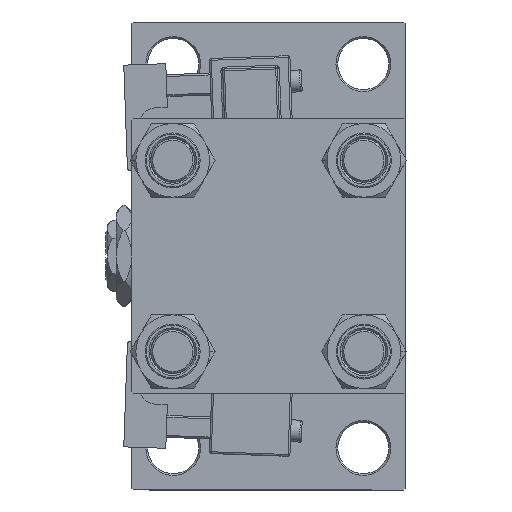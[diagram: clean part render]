
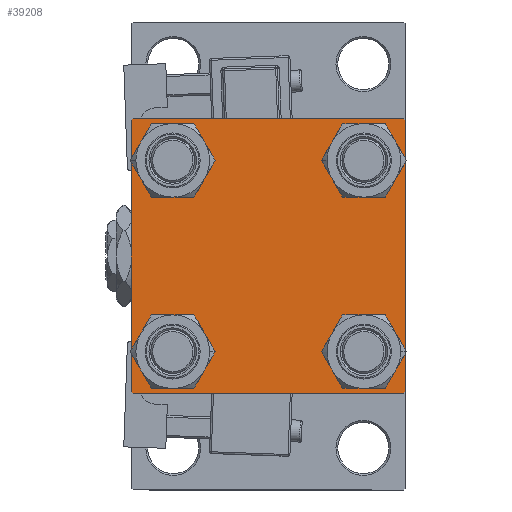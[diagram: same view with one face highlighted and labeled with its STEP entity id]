
A CAD part, left-side view. The second image highlights one B-rep face of the part: STEP entity #39208.
In plain terms, the highlighted planar face has unit normal (-1, 0, 0).
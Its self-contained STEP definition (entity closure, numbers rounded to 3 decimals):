
#449 = DIRECTION ( 'NONE',  ( 0., 0., 1. ) ) ;
#993 = CARTESIAN_POINT ( 'NONE',  ( 0., -37., -37.5 ) ) ;
#1345 = AXIS2_PLACEMENT_3D ( 'NONE', #2040, #33291, #13251 ) ;
#1714 = CARTESIAN_POINT ( 'NONE',  ( 0., 0., 0. ) ) ;
#2040 = CARTESIAN_POINT ( 'NONE',  ( 0., -26.15, -26.15 ) ) ;
#2225 = FACE_BOUND ( 'NONE', #47689, .T. ) ;
#2689 = EDGE_CURVE ( 'NONE', #44558, #37216, #27088, .T. ) ;
#3444 = ORIENTED_EDGE ( 'NONE', *, *, #21643, .T. ) ;
#4465 = LINE ( 'NONE', #13297, #45820 ) ;
#4814 = DIRECTION ( 'NONE',  ( 0., -1., 0. ) ) ;
#5245 = CARTESIAN_POINT ( 'NONE',  ( 0., -37.25, 37.25 ) ) ;
#5347 = VECTOR ( 'NONE', #4814, 1000. ) ;
#5610 = ORIENTED_EDGE ( 'NONE', *, *, #23641, .T. ) ;
#5947 = CIRCLE ( 'NONE', #35028, 6.5 ) ;
#6030 = VERTEX_POINT ( 'NONE', #8858 ) ;
#8858 = CARTESIAN_POINT ( 'NONE',  ( 0., 37.5, -37. ) ) ;
#9011 = AXIS2_PLACEMENT_3D ( 'NONE', #33981, #37633, #37375 ) ;
#9059 = AXIS2_PLACEMENT_3D ( 'NONE', #1714, #42051, #17364 ) ;
#9718 = EDGE_LOOP ( 'NONE', ( #3444, #24295 ) ) ;
#10441 = CARTESIAN_POINT ( 'NONE',  ( 0., -37.25, -37.25 ) ) ;
#10532 = EDGE_CURVE ( 'NONE', #29495, #38277, #19825, .T. ) ;
#10894 = DIRECTION ( 'NONE',  ( 1., 0., 0. ) ) ;
#11063 = VECTOR ( 'NONE', #11094, 1000. ) ;
#11094 = DIRECTION ( 'NONE',  ( 0., -0.707, -0.707 ) ) ;
#11789 = VECTOR ( 'NONE', #24516, 1000. ) ;
#11892 = CARTESIAN_POINT ( 'NONE',  ( 0., 26.15, 19.65 ) ) ;
#12119 = EDGE_CURVE ( 'NONE', #16532, #44541, #12421, .T. ) ;
#12421 = CIRCLE ( 'NONE', #18211, 6.5 ) ;
#12505 = LINE ( 'NONE', #36698, #47355 ) ;
#12579 = CARTESIAN_POINT ( 'NONE',  ( 0., 26.15, -26.15 ) ) ;
#13251 = DIRECTION ( 'NONE',  ( 0., 0., 1. ) ) ;
#13297 = CARTESIAN_POINT ( 'NONE',  ( 0., 37.5, 37.5 ) ) ;
#13694 = FACE_OUTER_BOUND ( 'NONE', #40808, .T. ) ;
#14285 = EDGE_CURVE ( 'NONE', #37216, #44558, #15844, .T. ) ;
#14627 = EDGE_LOOP ( 'NONE', ( #32655, #21370 ) ) ;
#14656 = ORIENTED_EDGE ( 'NONE', *, *, #48136, .T. ) ;
#15327 = CIRCLE ( 'NONE', #16206, 6.5 ) ;
#15661 = CARTESIAN_POINT ( 'NONE',  ( 0., 37., 37.5 ) ) ;
#15823 = DIRECTION ( 'NONE',  ( 1., 0., 0. ) ) ;
#15844 = CIRCLE ( 'NONE', #43241, 6.5 ) ;
#16041 = LINE ( 'NONE', #47791, #46090 ) ;
#16206 = AXIS2_PLACEMENT_3D ( 'NONE', #50480, #21913, #45078 ) ;
#16422 = DIRECTION ( 'NONE',  ( 0., 0., -1. ) ) ;
#16532 = VERTEX_POINT ( 'NONE', #45458 ) ;
#17227 = LINE ( 'NONE', #5245, #11789 ) ;
#17364 = DIRECTION ( 'NONE',  ( 0., 0., 1. ) ) ;
#17765 = EDGE_CURVE ( 'NONE', #44541, #16532, #5947, .T. ) ;
#18211 = AXIS2_PLACEMENT_3D ( 'NONE', #24811, #40946, #20667 ) ;
#18818 = VERTEX_POINT ( 'NONE', #48255 ) ;
#19584 = DIRECTION ( 'NONE',  ( 0., 0., 1. ) ) ;
#19825 = CIRCLE ( 'NONE', #9011, 6.5 ) ;
#19828 = CARTESIAN_POINT ( 'NONE',  ( 0., 26.15, -32.65 ) ) ;
#20667 = DIRECTION ( 'NONE',  ( 0., 0., 1. ) ) ;
#20722 = DIRECTION ( 'NONE',  ( 0., -1., 0. ) ) ;
#20962 = DIRECTION ( 'NONE',  ( 0., 0.707, -0.707 ) ) ;
#21370 = ORIENTED_EDGE ( 'NONE', *, *, #14285, .T. ) ;
#21643 = EDGE_CURVE ( 'NONE', #18818, #46466, #22625, .T. ) ;
#21858 = EDGE_LOOP ( 'NONE', ( #32245, #50086 ) ) ;
#21913 = DIRECTION ( 'NONE',  ( 1., 0., 0. ) ) ;
#22045 = CARTESIAN_POINT ( 'NONE',  ( 0., 37.25, -37.25 ) ) ;
#22095 = EDGE_CURVE ( 'NONE', #28076, #24555, #39046, .T. ) ;
#22180 = VERTEX_POINT ( 'NONE', #31504 ) ;
#22438 = ORIENTED_EDGE ( 'NONE', *, *, #42615, .F. ) ;
#22625 = CIRCLE ( 'NONE', #26775, 6.5 ) ;
#23641 = EDGE_CURVE ( 'NONE', #6030, #22180, #41821, .T. ) ;
#24106 = VECTOR ( 'NONE', #20962, 1000. ) ;
#24295 = ORIENTED_EDGE ( 'NONE', *, *, #30394, .T. ) ;
#24516 = DIRECTION ( 'NONE',  ( 0., 0.707, 0.707 ) ) ;
#24555 = VERTEX_POINT ( 'NONE', #25695 ) ;
#24811 = CARTESIAN_POINT ( 'NONE',  ( 0., 26.15, -26.15 ) ) ;
#25695 = CARTESIAN_POINT ( 'NONE',  ( 0., -37.5, -37. ) ) ;
#26775 = AXIS2_PLACEMENT_3D ( 'NONE', #36358, #15823, #449 ) ;
#27032 = EDGE_CURVE ( 'NONE', #22180, #28076, #32417, .T. ) ;
#27088 = CIRCLE ( 'NONE', #1345, 6.5 ) ;
#27961 = AXIS2_PLACEMENT_3D ( 'NONE', #38468, #10894, #35080 ) ;
#28076 = VERTEX_POINT ( 'NONE', #993 ) ;
#28249 = CARTESIAN_POINT ( 'NONE',  ( 0., 37.25, 37.25 ) ) ;
#28349 = ORIENTED_EDGE ( 'NONE', *, *, #27032, .T. ) ;
#28460 = DIRECTION ( 'NONE',  ( 0., 0., 1. ) ) ;
#29176 = DIRECTION ( 'NONE',  ( 0., 0., -1. ) ) ;
#29495 = VERTEX_POINT ( 'NONE', #33156 ) ;
#30394 = EDGE_CURVE ( 'NONE', #46466, #18818, #15327, .T. ) ;
#30963 = EDGE_CURVE ( 'NONE', #36278, #32306, #16041, .T. ) ;
#31504 = CARTESIAN_POINT ( 'NONE',  ( 0., 37., -37.5 ) ) ;
#32245 = ORIENTED_EDGE ( 'NONE', *, *, #12119, .T. ) ;
#32306 = VERTEX_POINT ( 'NONE', #41455 ) ;
#32417 = LINE ( 'NONE', #35532, #5347 ) ;
#32655 = ORIENTED_EDGE ( 'NONE', *, *, #2689, .T. ) ;
#33156 = CARTESIAN_POINT ( 'NONE',  ( 0., -26.15, 19.65 ) ) ;
#33291 = DIRECTION ( 'NONE',  ( 1., 0., 0. ) ) ;
#33380 = DIRECTION ( 'NONE',  ( 1., 0., 0. ) ) ;
#33981 = CARTESIAN_POINT ( 'NONE',  ( 0., -26.15, 26.15 ) ) ;
#33984 = FACE_BOUND ( 'NONE', #21858, .T. ) ;
#34090 = EDGE_CURVE ( 'NONE', #38277, #29495, #48749, .T. ) ;
#34100 = CARTESIAN_POINT ( 'NONE',  ( 0., -26.15, 32.65 ) ) ;
#35028 = AXIS2_PLACEMENT_3D ( 'NONE', #12579, #33380, #28460 ) ;
#35080 = DIRECTION ( 'NONE',  ( 0., 0., 1. ) ) ;
#35143 = DIRECTION ( 'NONE',  ( 0., -0.707, 0.707 ) ) ;
#35443 = CARTESIAN_POINT ( 'NONE',  ( 0., -26.15, -26.15 ) ) ;
#35469 = ORIENTED_EDGE ( 'NONE', *, *, #34090, .T. ) ;
#35532 = CARTESIAN_POINT ( 'NONE',  ( 0., 37.5, -37.5 ) ) ;
#36060 = ORIENTED_EDGE ( 'NONE', *, *, #40270, .T. ) ;
#36278 = VERTEX_POINT ( 'NONE', #15661 ) ;
#36358 = CARTESIAN_POINT ( 'NONE',  ( 0., 26.15, 26.15 ) ) ;
#36698 = CARTESIAN_POINT ( 'NONE',  ( 0., -37.5, 37.5 ) ) ;
#37216 = VERTEX_POINT ( 'NONE', #44786 ) ;
#37375 = DIRECTION ( 'NONE',  ( 0., 0., 1. ) ) ;
#37528 = CARTESIAN_POINT ( 'NONE',  ( 0., 37.5, 37. ) ) ;
#37633 = DIRECTION ( 'NONE',  ( 1., 0., 0. ) ) ;
#37637 = FACE_BOUND ( 'NONE', #9718, .T. ) ;
#38277 = VERTEX_POINT ( 'NONE', #34100 ) ;
#38468 = CARTESIAN_POINT ( 'NONE',  ( 0., -26.15, 26.15 ) ) ;
#39046 = LINE ( 'NONE', #10441, #49237 ) ;
#39208 = ADVANCED_FACE ( 'NONE', ( #2225, #41289, #33984, #37637, #13694 ), #46211, .T. ) ;
#39782 = CARTESIAN_POINT ( 'NONE',  ( 0., -37.5, 37. ) ) ;
#40270 = EDGE_CURVE ( 'NONE', #36278, #41522, #47773, .T. ) ;
#40808 = EDGE_LOOP ( 'NONE', ( #47285, #5610, #28349, #49055, #22438, #14656, #48124, #36060 ) ) ;
#40946 = DIRECTION ( 'NONE',  ( 1., 0., 0. ) ) ;
#41289 = FACE_BOUND ( 'NONE', #14627, .T. ) ;
#41455 = CARTESIAN_POINT ( 'NONE',  ( 0., -37., 37.5 ) ) ;
#41522 = VERTEX_POINT ( 'NONE', #37528 ) ;
#41821 = LINE ( 'NONE', #22045, #11063 ) ;
#42051 = DIRECTION ( 'NONE',  ( -1., 0., 0. ) ) ;
#42615 = EDGE_CURVE ( 'NONE', #43751, #24555, #12505, .T. ) ;
#43241 = AXIS2_PLACEMENT_3D ( 'NONE', #35443, #48473, #19584 ) ;
#43751 = VERTEX_POINT ( 'NONE', #39782 ) ;
#44541 = VERTEX_POINT ( 'NONE', #19828 ) ;
#44558 = VERTEX_POINT ( 'NONE', #47321 ) ;
#44786 = CARTESIAN_POINT ( 'NONE',  ( 0., -26.15, -32.65 ) ) ;
#45078 = DIRECTION ( 'NONE',  ( 0., 0., 1. ) ) ;
#45458 = CARTESIAN_POINT ( 'NONE',  ( 0., 26.15, -19.65 ) ) ;
#45820 = VECTOR ( 'NONE', #29176, 1000. ) ;
#46090 = VECTOR ( 'NONE', #20722, 1000. ) ;
#46211 = PLANE ( 'NONE',  #9059 ) ;
#46466 = VERTEX_POINT ( 'NONE', #11892 ) ;
#47071 = EDGE_CURVE ( 'NONE', #41522, #6030, #4465, .T. ) ;
#47285 = ORIENTED_EDGE ( 'NONE', *, *, #47071, .T. ) ;
#47321 = CARTESIAN_POINT ( 'NONE',  ( 0., -26.15, -19.65 ) ) ;
#47355 = VECTOR ( 'NONE', #16422, 1000. ) ;
#47689 = EDGE_LOOP ( 'NONE', ( #35469, #50322 ) ) ;
#47773 = LINE ( 'NONE', #28249, #24106 ) ;
#47791 = CARTESIAN_POINT ( 'NONE',  ( 0., 37.5, 37.5 ) ) ;
#48124 = ORIENTED_EDGE ( 'NONE', *, *, #30963, .F. ) ;
#48136 = EDGE_CURVE ( 'NONE', #43751, #32306, #17227, .T. ) ;
#48255 = CARTESIAN_POINT ( 'NONE',  ( 0., 26.15, 32.65 ) ) ;
#48473 = DIRECTION ( 'NONE',  ( 1., 0., 0. ) ) ;
#48749 = CIRCLE ( 'NONE', #27961, 6.5 ) ;
#49055 = ORIENTED_EDGE ( 'NONE', *, *, #22095, .T. ) ;
#49237 = VECTOR ( 'NONE', #35143, 1000. ) ;
#50086 = ORIENTED_EDGE ( 'NONE', *, *, #17765, .T. ) ;
#50322 = ORIENTED_EDGE ( 'NONE', *, *, #10532, .T. ) ;
#50480 = CARTESIAN_POINT ( 'NONE',  ( 0., 26.15, 26.15 ) ) ;
